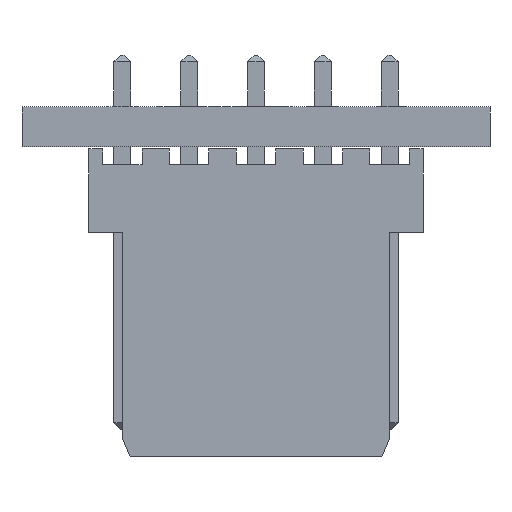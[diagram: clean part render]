
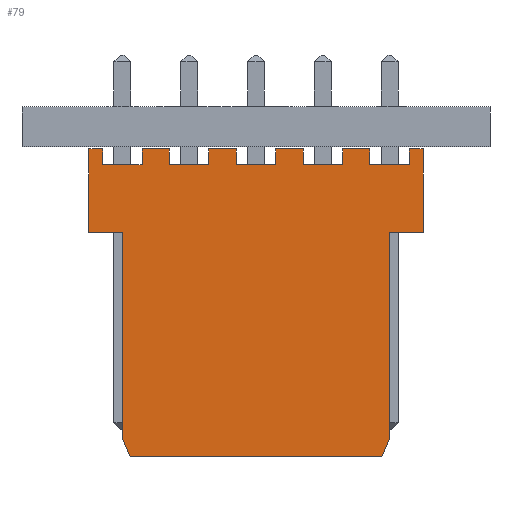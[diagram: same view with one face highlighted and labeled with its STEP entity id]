
A CAD part, front view. The second image highlights one B-rep face of the part: STEP entity #79.
In plain terms, the highlighted planar face has unit normal (0, -1, 0).
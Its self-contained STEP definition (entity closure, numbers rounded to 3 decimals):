
#43 = EDGE_CURVE('',#44,#46,#48,.T.);
#44 = VERTEX_POINT('',#45);
#45 = CARTESIAN_POINT('',(0.3,-2.9,11.7));
#46 = VERTEX_POINT('',#47);
#47 = CARTESIAN_POINT('',(9.86,-2.9,11.7));
#48 = LINE('',#49,#50);
#49 = CARTESIAN_POINT('',(5.08,-2.9,11.7));
#50 = VECTOR('',#51,1.);
#51 = DIRECTION('',(1.,0.,0.));
#79 = ADVANCED_FACE('',(#80),#313,.T.);
#80 = FACE_BOUND('',#81,.T.);
#81 = EDGE_LOOP('',(#82,#92,#100,#108,#116,#124,#132,#140,#148,#156,#164
    ,#172,#180,#188,#196,#204,#212,#220,#228,#236,#244,#252,#260,#268,
    #276,#282,#283,#291,#299,#307));
#82 = ORIENTED_EDGE('',*,*,#83,.T.);
#83 = EDGE_CURVE('',#84,#86,#88,.T.);
#84 = VERTEX_POINT('',#85);
#85 = CARTESIAN_POINT('',(-1.27,-2.9,0.));
#86 = VERTEX_POINT('',#87);
#87 = CARTESIAN_POINT('',(-0.75,-2.9,0.));
#88 = LINE('',#89,#90);
#89 = CARTESIAN_POINT('',(-1.27,-2.9,0.));
#90 = VECTOR('',#91,1.);
#91 = DIRECTION('',(1.,0.,0.));
#92 = ORIENTED_EDGE('',*,*,#93,.T.);
#93 = EDGE_CURVE('',#86,#94,#96,.T.);
#94 = VERTEX_POINT('',#95);
#95 = CARTESIAN_POINT('',(-0.75,-2.9,0.6));
#96 = LINE('',#97,#98);
#97 = CARTESIAN_POINT('',(-0.75,-2.9,0.));
#98 = VECTOR('',#99,1.);
#99 = DIRECTION('',(0.,0.,1.));
#100 = ORIENTED_EDGE('',*,*,#101,.F.);
#101 = EDGE_CURVE('',#102,#94,#104,.T.);
#102 = VERTEX_POINT('',#103);
#103 = CARTESIAN_POINT('',(0.75,-2.9,0.6));
#104 = LINE('',#105,#106);
#105 = CARTESIAN_POINT('',(0.75,-2.9,0.6));
#106 = VECTOR('',#107,1.);
#107 = DIRECTION('',(-1.,0.,0.));
#108 = ORIENTED_EDGE('',*,*,#109,.F.);
#109 = EDGE_CURVE('',#110,#102,#112,.T.);
#110 = VERTEX_POINT('',#111);
#111 = CARTESIAN_POINT('',(0.75,-2.9,0.));
#112 = LINE('',#113,#114);
#113 = CARTESIAN_POINT('',(0.75,-2.9,0.));
#114 = VECTOR('',#115,1.);
#115 = DIRECTION('',(0.,0.,1.));
#116 = ORIENTED_EDGE('',*,*,#117,.T.);
#117 = EDGE_CURVE('',#110,#118,#120,.T.);
#118 = VERTEX_POINT('',#119);
#119 = CARTESIAN_POINT('',(1.79,-2.9,0.));
#120 = LINE('',#121,#122);
#121 = CARTESIAN_POINT('',(-1.27,-2.9,0.));
#122 = VECTOR('',#123,1.);
#123 = DIRECTION('',(1.,0.,0.));
#124 = ORIENTED_EDGE('',*,*,#125,.T.);
#125 = EDGE_CURVE('',#118,#126,#128,.T.);
#126 = VERTEX_POINT('',#127);
#127 = CARTESIAN_POINT('',(1.79,-2.9,0.6));
#128 = LINE('',#129,#130);
#129 = CARTESIAN_POINT('',(1.79,-2.9,0.));
#130 = VECTOR('',#131,1.);
#131 = DIRECTION('',(0.,0.,1.));
#132 = ORIENTED_EDGE('',*,*,#133,.F.);
#133 = EDGE_CURVE('',#134,#126,#136,.T.);
#134 = VERTEX_POINT('',#135);
#135 = CARTESIAN_POINT('',(3.29,-2.9,0.6));
#136 = LINE('',#137,#138);
#137 = CARTESIAN_POINT('',(3.29,-2.9,0.6));
#138 = VECTOR('',#139,1.);
#139 = DIRECTION('',(-1.,0.,0.));
#140 = ORIENTED_EDGE('',*,*,#141,.F.);
#141 = EDGE_CURVE('',#142,#134,#144,.T.);
#142 = VERTEX_POINT('',#143);
#143 = CARTESIAN_POINT('',(3.29,-2.9,0.));
#144 = LINE('',#145,#146);
#145 = CARTESIAN_POINT('',(3.29,-2.9,0.));
#146 = VECTOR('',#147,1.);
#147 = DIRECTION('',(0.,0.,1.));
#148 = ORIENTED_EDGE('',*,*,#149,.T.);
#149 = EDGE_CURVE('',#142,#150,#152,.T.);
#150 = VERTEX_POINT('',#151);
#151 = CARTESIAN_POINT('',(4.33,-2.9,0.));
#152 = LINE('',#153,#154);
#153 = CARTESIAN_POINT('',(-1.27,-2.9,0.));
#154 = VECTOR('',#155,1.);
#155 = DIRECTION('',(1.,0.,0.));
#156 = ORIENTED_EDGE('',*,*,#157,.T.);
#157 = EDGE_CURVE('',#150,#158,#160,.T.);
#158 = VERTEX_POINT('',#159);
#159 = CARTESIAN_POINT('',(4.33,-2.9,0.6));
#160 = LINE('',#161,#162);
#161 = CARTESIAN_POINT('',(4.33,-2.9,0.));
#162 = VECTOR('',#163,1.);
#163 = DIRECTION('',(0.,0.,1.));
#164 = ORIENTED_EDGE('',*,*,#165,.F.);
#165 = EDGE_CURVE('',#166,#158,#168,.T.);
#166 = VERTEX_POINT('',#167);
#167 = CARTESIAN_POINT('',(5.83,-2.9,0.6));
#168 = LINE('',#169,#170);
#169 = CARTESIAN_POINT('',(5.83,-2.9,0.6));
#170 = VECTOR('',#171,1.);
#171 = DIRECTION('',(-1.,0.,0.));
#172 = ORIENTED_EDGE('',*,*,#173,.F.);
#173 = EDGE_CURVE('',#174,#166,#176,.T.);
#174 = VERTEX_POINT('',#175);
#175 = CARTESIAN_POINT('',(5.83,-2.9,0.));
#176 = LINE('',#177,#178);
#177 = CARTESIAN_POINT('',(5.83,-2.9,0.));
#178 = VECTOR('',#179,1.);
#179 = DIRECTION('',(0.,0.,1.));
#180 = ORIENTED_EDGE('',*,*,#181,.T.);
#181 = EDGE_CURVE('',#174,#182,#184,.T.);
#182 = VERTEX_POINT('',#183);
#183 = CARTESIAN_POINT('',(6.87,-2.9,0.));
#184 = LINE('',#185,#186);
#185 = CARTESIAN_POINT('',(-1.27,-2.9,0.));
#186 = VECTOR('',#187,1.);
#187 = DIRECTION('',(1.,0.,0.));
#188 = ORIENTED_EDGE('',*,*,#189,.T.);
#189 = EDGE_CURVE('',#182,#190,#192,.T.);
#190 = VERTEX_POINT('',#191);
#191 = CARTESIAN_POINT('',(6.87,-2.9,0.6));
#192 = LINE('',#193,#194);
#193 = CARTESIAN_POINT('',(6.87,-2.9,0.));
#194 = VECTOR('',#195,1.);
#195 = DIRECTION('',(0.,0.,1.));
#196 = ORIENTED_EDGE('',*,*,#197,.F.);
#197 = EDGE_CURVE('',#198,#190,#200,.T.);
#198 = VERTEX_POINT('',#199);
#199 = CARTESIAN_POINT('',(8.37,-2.9,0.6));
#200 = LINE('',#201,#202);
#201 = CARTESIAN_POINT('',(8.37,-2.9,0.6));
#202 = VECTOR('',#203,1.);
#203 = DIRECTION('',(-1.,0.,0.));
#204 = ORIENTED_EDGE('',*,*,#205,.F.);
#205 = EDGE_CURVE('',#206,#198,#208,.T.);
#206 = VERTEX_POINT('',#207);
#207 = CARTESIAN_POINT('',(8.37,-2.9,0.));
#208 = LINE('',#209,#210);
#209 = CARTESIAN_POINT('',(8.37,-2.9,0.));
#210 = VECTOR('',#211,1.);
#211 = DIRECTION('',(0.,0.,1.));
#212 = ORIENTED_EDGE('',*,*,#213,.T.);
#213 = EDGE_CURVE('',#206,#214,#216,.T.);
#214 = VERTEX_POINT('',#215);
#215 = CARTESIAN_POINT('',(9.41,-2.9,0.));
#216 = LINE('',#217,#218);
#217 = CARTESIAN_POINT('',(-1.27,-2.9,0.));
#218 = VECTOR('',#219,1.);
#219 = DIRECTION('',(1.,0.,0.));
#220 = ORIENTED_EDGE('',*,*,#221,.T.);
#221 = EDGE_CURVE('',#214,#222,#224,.T.);
#222 = VERTEX_POINT('',#223);
#223 = CARTESIAN_POINT('',(9.41,-2.9,0.6));
#224 = LINE('',#225,#226);
#225 = CARTESIAN_POINT('',(9.41,-2.9,0.));
#226 = VECTOR('',#227,1.);
#227 = DIRECTION('',(0.,0.,1.));
#228 = ORIENTED_EDGE('',*,*,#229,.F.);
#229 = EDGE_CURVE('',#230,#222,#232,.T.);
#230 = VERTEX_POINT('',#231);
#231 = CARTESIAN_POINT('',(10.91,-2.9,0.6));
#232 = LINE('',#233,#234);
#233 = CARTESIAN_POINT('',(10.91,-2.9,0.6));
#234 = VECTOR('',#235,1.);
#235 = DIRECTION('',(-1.,0.,0.));
#236 = ORIENTED_EDGE('',*,*,#237,.F.);
#237 = EDGE_CURVE('',#238,#230,#240,.T.);
#238 = VERTEX_POINT('',#239);
#239 = CARTESIAN_POINT('',(10.91,-2.9,0.));
#240 = LINE('',#241,#242);
#241 = CARTESIAN_POINT('',(10.91,-2.9,0.));
#242 = VECTOR('',#243,1.);
#243 = DIRECTION('',(0.,0.,1.));
#244 = ORIENTED_EDGE('',*,*,#245,.T.);
#245 = EDGE_CURVE('',#238,#246,#248,.T.);
#246 = VERTEX_POINT('',#247);
#247 = CARTESIAN_POINT('',(11.43,-2.9,0.));
#248 = LINE('',#249,#250);
#249 = CARTESIAN_POINT('',(-1.27,-2.9,0.));
#250 = VECTOR('',#251,1.);
#251 = DIRECTION('',(1.,0.,0.));
#252 = ORIENTED_EDGE('',*,*,#253,.T.);
#253 = EDGE_CURVE('',#246,#254,#256,.T.);
#254 = VERTEX_POINT('',#255);
#255 = CARTESIAN_POINT('',(11.43,-2.9,3.17));
#256 = LINE('',#257,#258);
#257 = CARTESIAN_POINT('',(11.43,-2.9,0.));
#258 = VECTOR('',#259,1.);
#259 = DIRECTION('',(0.,0.,1.));
#260 = ORIENTED_EDGE('',*,*,#261,.F.);
#261 = EDGE_CURVE('',#262,#254,#264,.T.);
#262 = VERTEX_POINT('',#263);
#263 = CARTESIAN_POINT('',(10.16,-2.9,3.17));
#264 = LINE('',#265,#266);
#265 = CARTESIAN_POINT('',(-1.27,-2.9,3.17));
#266 = VECTOR('',#267,1.);
#267 = DIRECTION('',(1.,0.,0.));
#268 = ORIENTED_EDGE('',*,*,#269,.T.);
#269 = EDGE_CURVE('',#262,#270,#272,.T.);
#270 = VERTEX_POINT('',#271);
#271 = CARTESIAN_POINT('',(10.16,-2.9,11.));
#272 = LINE('',#273,#274);
#273 = CARTESIAN_POINT('',(10.16,-2.9,3.17));
#274 = VECTOR('',#275,1.);
#275 = DIRECTION('',(0.,0.,1.));
#276 = ORIENTED_EDGE('',*,*,#277,.F.);
#277 = EDGE_CURVE('',#46,#270,#278,.T.);
#278 = LINE('',#279,#280);
#279 = CARTESIAN_POINT('',(11.108,-2.9,8.787));
#280 = VECTOR('',#281,1.);
#281 = DIRECTION('',(0.394,0.,-0.919));
#282 = ORIENTED_EDGE('',*,*,#43,.F.);
#283 = ORIENTED_EDGE('',*,*,#284,.T.);
#284 = EDGE_CURVE('',#44,#285,#287,.T.);
#285 = VERTEX_POINT('',#286);
#286 = CARTESIAN_POINT('',(0.,-2.9,11.));
#287 = LINE('',#288,#289);
#288 = CARTESIAN_POINT('',(-0.948,-2.9,8.787));
#289 = VECTOR('',#290,1.);
#290 = DIRECTION('',(-0.394,-0.,-0.919));
#291 = ORIENTED_EDGE('',*,*,#292,.F.);
#292 = EDGE_CURVE('',#293,#285,#295,.T.);
#293 = VERTEX_POINT('',#294);
#294 = CARTESIAN_POINT('',(0.,-2.9,3.17));
#295 = LINE('',#296,#297);
#296 = CARTESIAN_POINT('',(0.,-2.9,3.17));
#297 = VECTOR('',#298,1.);
#298 = DIRECTION('',(0.,0.,1.));
#299 = ORIENTED_EDGE('',*,*,#300,.F.);
#300 = EDGE_CURVE('',#301,#293,#303,.T.);
#301 = VERTEX_POINT('',#302);
#302 = CARTESIAN_POINT('',(-1.27,-2.9,3.17));
#303 = LINE('',#304,#305);
#304 = CARTESIAN_POINT('',(-1.27,-2.9,3.17));
#305 = VECTOR('',#306,1.);
#306 = DIRECTION('',(1.,0.,0.));
#307 = ORIENTED_EDGE('',*,*,#308,.F.);
#308 = EDGE_CURVE('',#84,#301,#309,.T.);
#309 = LINE('',#310,#311);
#310 = CARTESIAN_POINT('',(-1.27,-2.9,0.));
#311 = VECTOR('',#312,1.);
#312 = DIRECTION('',(0.,0.,1.));
#313 = PLANE('',#314);
#314 = AXIS2_PLACEMENT_3D('',#315,#316,#317);
#315 = CARTESIAN_POINT('',(5.08,-2.9,4.869));
#316 = DIRECTION('',(0.,-1.,0.));
#317 = DIRECTION('',(-1.,0.,0.));
